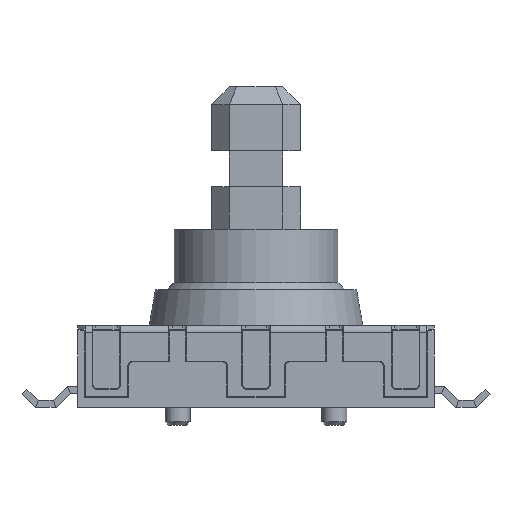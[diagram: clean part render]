
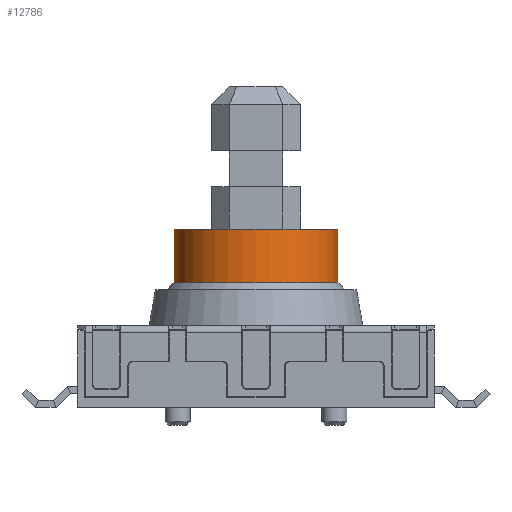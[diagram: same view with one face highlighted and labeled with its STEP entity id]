
A CAD part, front view. The second image highlights one B-rep face of the part: STEP entity #12786.
In plain terms, the highlighted cylindrical face has radius 2.3 mm (diameter 4.6 mm), a partial arc.
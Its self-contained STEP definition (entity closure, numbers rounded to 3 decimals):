
#140 = VERTEX_POINT('',#141);
#141 = CARTESIAN_POINT('',(2.3,0.,5.));
#142 = VERTEX_POINT('',#143);
#143 = CARTESIAN_POINT('',(-2.3,0.,5.));
#151 = CYLINDRICAL_SURFACE('',#152,2.3);
#152 = AXIS2_PLACEMENT_3D('',#153,#154,#155);
#153 = CARTESIAN_POINT('',(0.,0.,5.));
#154 = DIRECTION('',(-0.,-0.,-1.));
#155 = DIRECTION('',(-1.,0.,0.));
#163 = PLANE('',#164);
#164 = AXIS2_PLACEMENT_3D('',#165,#166,#167);
#165 = CARTESIAN_POINT('',(0.,0.,5.));
#166 = DIRECTION('',(0.,0.,1.));
#167 = DIRECTION('',(1.,0.,-0.));
#175 = EDGE_CURVE('',#140,#176,#178,.T.);
#176 = VERTEX_POINT('',#177);
#177 = CARTESIAN_POINT('',(2.3,0.,3.5));
#178 = SURFACE_CURVE('',#179,(#183,#190),.PCURVE_S1.);
#179 = LINE('',#180,#181);
#180 = CARTESIAN_POINT('',(2.3,0.,5.));
#181 = VECTOR('',#182,1.);
#182 = DIRECTION('',(-0.,-0.,-1.));
#183 = PCURVE('',#151,#184);
#184 = DEFINITIONAL_REPRESENTATION('',(#185),#189);
#185 = LINE('',#186,#187);
#186 = CARTESIAN_POINT('',(3.142,0.));
#187 = VECTOR('',#188,1.);
#188 = DIRECTION('',(0.,1.));
#189 = ( GEOMETRIC_REPRESENTATION_CONTEXT(2) 
PARAMETRIC_REPRESENTATION_CONTEXT() REPRESENTATION_CONTEXT('2D SPACE',''
  ) );
#190 = PCURVE('',#191,#196);
#191 = CYLINDRICAL_SURFACE('',#192,2.3);
#192 = AXIS2_PLACEMENT_3D('',#193,#194,#195);
#193 = CARTESIAN_POINT('',(0.,0.,5.));
#194 = DIRECTION('',(-0.,-0.,-1.));
#195 = DIRECTION('',(-1.,0.,0.));
#196 = DEFINITIONAL_REPRESENTATION('',(#197),#201);
#197 = LINE('',#198,#199);
#198 = CARTESIAN_POINT('',(3.142,0.));
#199 = VECTOR('',#200,1.);
#200 = DIRECTION('',(0.,1.));
#201 = ( GEOMETRIC_REPRESENTATION_CONTEXT(2) 
PARAMETRIC_REPRESENTATION_CONTEXT() REPRESENTATION_CONTEXT('2D SPACE',''
  ) );
#204 = VERTEX_POINT('',#205);
#205 = CARTESIAN_POINT('',(-2.3,0.,3.5));
#232 = EDGE_CURVE('',#142,#204,#233,.T.);
#233 = SURFACE_CURVE('',#234,(#238,#245),.PCURVE_S1.);
#234 = LINE('',#235,#236);
#235 = CARTESIAN_POINT('',(-2.3,0.,5.));
#236 = VECTOR('',#237,1.);
#237 = DIRECTION('',(-0.,-0.,-1.));
#238 = PCURVE('',#151,#239);
#239 = DEFINITIONAL_REPRESENTATION('',(#240),#244);
#240 = LINE('',#241,#242);
#241 = CARTESIAN_POINT('',(0.,0.));
#242 = VECTOR('',#243,1.);
#243 = DIRECTION('',(0.,1.));
#244 = ( GEOMETRIC_REPRESENTATION_CONTEXT(2) 
PARAMETRIC_REPRESENTATION_CONTEXT() REPRESENTATION_CONTEXT('2D SPACE',''
  ) );
#245 = PCURVE('',#191,#246);
#246 = DEFINITIONAL_REPRESENTATION('',(#247),#251);
#247 = LINE('',#248,#249);
#248 = CARTESIAN_POINT('',(6.283,0.));
#249 = VECTOR('',#250,1.);
#250 = DIRECTION('',(0.,1.));
#251 = ( GEOMETRIC_REPRESENTATION_CONTEXT(2) 
PARAMETRIC_REPRESENTATION_CONTEXT() REPRESENTATION_CONTEXT('2D SPACE',''
  ) );
#273 = CONICAL_SURFACE('',#274,2.3,0.785);
#274 = AXIS2_PLACEMENT_3D('',#275,#276,#277);
#275 = CARTESIAN_POINT('',(0.,0.,3.5));
#276 = DIRECTION('',(0.,0.,-1.));
#277 = DIRECTION('',(-1.,0.,0.));
#12763 = EDGE_CURVE('',#204,#176,#12764,.T.);
#12764 = SURFACE_CURVE('',#12765,(#12770,#12777),.PCURVE_S1.);
#12765 = CIRCLE('',#12766,2.3);
#12766 = AXIS2_PLACEMENT_3D('',#12767,#12768,#12769);
#12767 = CARTESIAN_POINT('',(0.,0.,3.5)
  );
#12768 = DIRECTION('',(0.,0.,1.));
#12769 = DIRECTION('',(1.,0.,-0.));
#12770 = PCURVE('',#273,#12771);
#12771 = DEFINITIONAL_REPRESENTATION('',(#12772),#12776);
#12772 = LINE('',#12773,#12774);
#12773 = CARTESIAN_POINT('',(9.425,0.));
#12774 = VECTOR('',#12775,1.);
#12775 = DIRECTION('',(-1.,0.));
#12776 = ( GEOMETRIC_REPRESENTATION_CONTEXT(2) 
PARAMETRIC_REPRESENTATION_CONTEXT() REPRESENTATION_CONTEXT('2D SPACE',''
  ) );
#12777 = PCURVE('',#191,#12778);
#12778 = DEFINITIONAL_REPRESENTATION('',(#12779),#12783);
#12779 = LINE('',#12780,#12781);
#12780 = CARTESIAN_POINT('',(9.425,1.5));
#12781 = VECTOR('',#12782,1.);
#12782 = DIRECTION('',(-1.,0.));
#12783 = ( GEOMETRIC_REPRESENTATION_CONTEXT(2) 
PARAMETRIC_REPRESENTATION_CONTEXT() REPRESENTATION_CONTEXT('2D SPACE',''
  ) );
#12786 = ADVANCED_FACE('',(#12787),#191,.T.);
#12787 = FACE_BOUND('',#12788,.T.);
#12788 = EDGE_LOOP('',(#12789,#12790,#12812,#12813));
#12789 = ORIENTED_EDGE('',*,*,#175,.F.);
#12790 = ORIENTED_EDGE('',*,*,#12791,.F.);
#12791 = EDGE_CURVE('',#142,#140,#12792,.T.);
#12792 = SURFACE_CURVE('',#12793,(#12798,#12805),.PCURVE_S1.);
#12793 = CIRCLE('',#12794,2.3);
#12794 = AXIS2_PLACEMENT_3D('',#12795,#12796,#12797);
#12795 = CARTESIAN_POINT('',(0.,0.,5.));
#12796 = DIRECTION('',(0.,0.,1.));
#12797 = DIRECTION('',(1.,0.,-0.));
#12798 = PCURVE('',#191,#12799);
#12799 = DEFINITIONAL_REPRESENTATION('',(#12800),#12804);
#12800 = LINE('',#12801,#12802);
#12801 = CARTESIAN_POINT('',(9.425,0.));
#12802 = VECTOR('',#12803,1.);
#12803 = DIRECTION('',(-1.,0.));
#12804 = ( GEOMETRIC_REPRESENTATION_CONTEXT(2) 
PARAMETRIC_REPRESENTATION_CONTEXT() REPRESENTATION_CONTEXT('2D SPACE',''
  ) );
#12805 = PCURVE('',#163,#12806);
#12806 = DEFINITIONAL_REPRESENTATION('',(#12807),#12811);
#12807 = CIRCLE('',#12808,2.3);
#12808 = AXIS2_PLACEMENT_2D('',#12809,#12810);
#12809 = CARTESIAN_POINT('',(0.,0.));
#12810 = DIRECTION('',(1.,0.));
#12811 = ( GEOMETRIC_REPRESENTATION_CONTEXT(2) 
PARAMETRIC_REPRESENTATION_CONTEXT() REPRESENTATION_CONTEXT('2D SPACE',''
  ) );
#12812 = ORIENTED_EDGE('',*,*,#232,.T.);
#12813 = ORIENTED_EDGE('',*,*,#12763,.T.);
